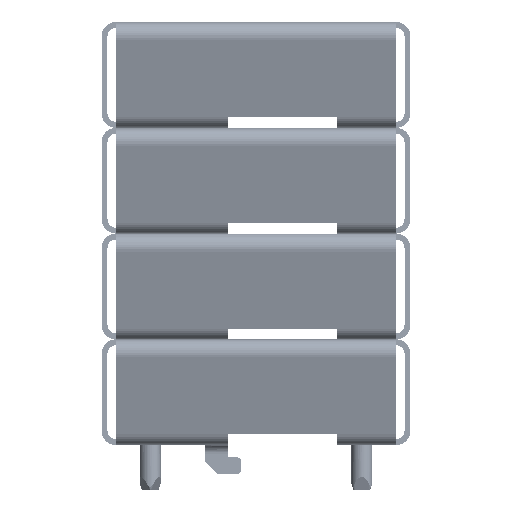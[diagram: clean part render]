
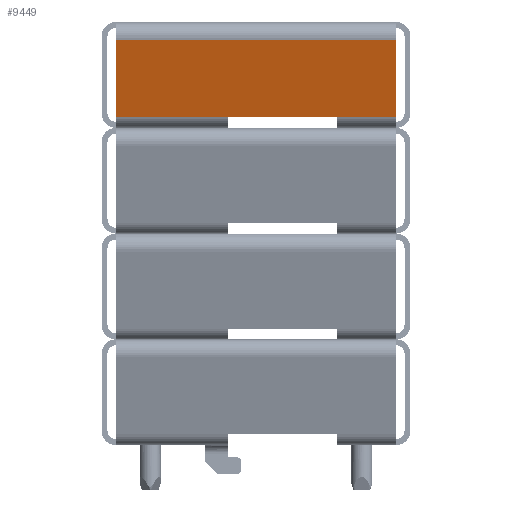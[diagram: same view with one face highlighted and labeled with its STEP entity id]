
A CAD part, left-side view. The second image highlights one B-rep face of the part: STEP entity #9449.
In plain terms, the highlighted planar face has unit normal (-0.966, 0, -0.259).
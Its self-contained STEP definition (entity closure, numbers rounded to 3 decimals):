
#151 = CARTESIAN_POINT ( 'NONE',  ( -276.884, 33.1, 8.22 ) ) ;
#414 = ORIENTED_EDGE ( 'NONE', *, *, #20300, .F. ) ;
#508 = LINE ( 'NONE', #14799, #13033 ) ;
#756 = DIRECTION ( 'NONE',  ( 0.966, 0., 0.259 ) ) ;
#2253 = CARTESIAN_POINT ( 'NONE',  ( -272.007, 6.5, -9.98 ) ) ;
#3316 = DIRECTION ( 'NONE',  ( -0.259, 0., 0.966 ) ) ;
#4207 = VECTOR ( 'NONE', #3316, 1000. ) ;
#4328 = VECTOR ( 'NONE', #16038, 1000. ) ;
#5991 = CARTESIAN_POINT ( 'NONE',  ( -272.007, 33.1, -9.98 ) ) ;
#6399 = CARTESIAN_POINT ( 'NONE',  ( -272.007, 33.1, -9.98 ) ) ;
#7922 = DIRECTION ( 'NONE',  ( 0., 1., 0. ) ) ;
#8567 = EDGE_CURVE ( 'NONE', #17458, #29012, #10873, .T. ) ;
#9048 = LINE ( 'NONE', #26649, #16562 ) ;
#9166 = DIRECTION ( 'NONE',  ( 0., -1., 0. ) ) ;
#9195 = DIRECTION ( 'NONE',  ( 0., -1., 0. ) ) ;
#9449 = ADVANCED_FACE ( 'NONE', ( #22935 ), #16734, .F. ) ;
#10446 = CARTESIAN_POINT ( 'NONE',  ( -272.007, 33.1, -9.98 ) ) ;
#10873 = LINE ( 'NONE', #20939, #20910 ) ;
#10874 = EDGE_CURVE ( 'NONE', #22337, #25001, #9048, .T. ) ;
#10925 = ORIENTED_EDGE ( 'NONE', *, *, #32513, .T. ) ;
#12075 = AXIS2_PLACEMENT_3D ( 'NONE', #19539, #756, #19434 ) ;
#13033 = VECTOR ( 'NONE', #9166, 1000. ) ;
#13683 = CARTESIAN_POINT ( 'NONE',  ( -272.007, -33.1, -9.98 ) ) ;
#14314 = EDGE_CURVE ( 'NONE', #26624, #22337, #508, .T. ) ;
#14667 = LINE ( 'NONE', #5991, #4207 ) ;
#14799 = CARTESIAN_POINT ( 'NONE',  ( -276.884, 33.1, 8.22 ) ) ;
#15015 = EDGE_LOOP ( 'NONE', ( #28417, #15052, #414, #10925, #21798, #15844 ) ) ;
#15052 = ORIENTED_EDGE ( 'NONE', *, *, #14314, .F. ) ;
#15844 = ORIENTED_EDGE ( 'NONE', *, *, #16043, .T. ) ;
#16038 = DIRECTION ( 'NONE',  ( 0., -1., 0. ) ) ;
#16043 = EDGE_CURVE ( 'NONE', #17458, #25001, #19364, .T. ) ;
#16562 = VECTOR ( 'NONE', #23937, 1000. ) ;
#16734 = PLANE ( 'NONE',  #12075 ) ;
#17458 = VERTEX_POINT ( 'NONE', #29552 ) ;
#17869 = LINE ( 'NONE', #6399, #19089 ) ;
#19089 = VECTOR ( 'NONE', #9195, 1000. ) ;
#19364 = LINE ( 'NONE', #10446, #4328 ) ;
#19434 = DIRECTION ( 'NONE',  ( 0.259, 0., -0.966 ) ) ;
#19539 = CARTESIAN_POINT ( 'NONE',  ( -272.007, 33.1, -9.98 ) ) ;
#20300 = EDGE_CURVE ( 'NONE', #28697, #26624, #14667, .T. ) ;
#20910 = VECTOR ( 'NONE', #7922, 1000. ) ;
#20939 = CARTESIAN_POINT ( 'NONE',  ( -272.007, -23.47, -9.98 ) ) ;
#21798 = ORIENTED_EDGE ( 'NONE', *, *, #8567, .F. ) ;
#22337 = VERTEX_POINT ( 'NONE', #29850 ) ;
#22935 = FACE_OUTER_BOUND ( 'NONE', #15015, .T. ) ;
#23937 = DIRECTION ( 'NONE',  ( 0.259, 0., -0.966 ) ) ;
#24653 = CARTESIAN_POINT ( 'NONE',  ( -272.007, 33.1, -9.98 ) ) ;
#25001 = VERTEX_POINT ( 'NONE', #13683 ) ;
#26624 = VERTEX_POINT ( 'NONE', #151 ) ;
#26649 = CARTESIAN_POINT ( 'NONE',  ( -272.007, -33.1, -9.98 ) ) ;
#28417 = ORIENTED_EDGE ( 'NONE', *, *, #10874, .F. ) ;
#28697 = VERTEX_POINT ( 'NONE', #24653 ) ;
#29012 = VERTEX_POINT ( 'NONE', #2253 ) ;
#29552 = CARTESIAN_POINT ( 'NONE',  ( -272.007, -19.1, -9.98 ) ) ;
#29850 = CARTESIAN_POINT ( 'NONE',  ( -276.884, -33.1, 8.22 ) ) ;
#32513 = EDGE_CURVE ( 'NONE', #28697, #29012, #17869, .T. ) ;
